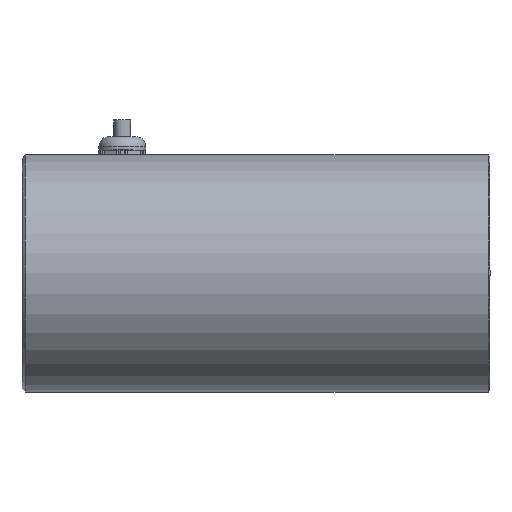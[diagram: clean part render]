
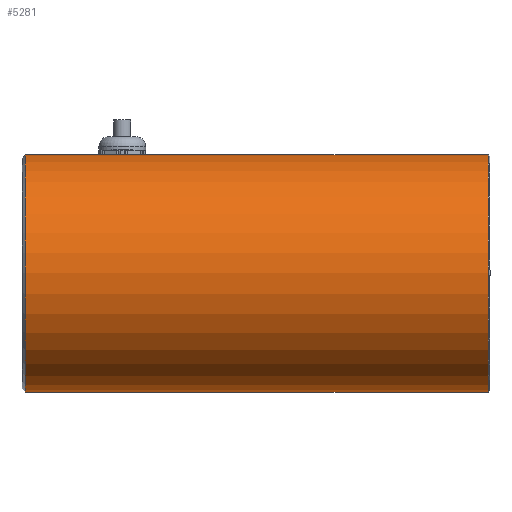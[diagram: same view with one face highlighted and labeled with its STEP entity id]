
A CAD part, top view. The second image highlights one B-rep face of the part: STEP entity #5281.
In plain terms, the highlighted cylindrical face has radius 35.5 mm (diameter 71 mm), a full revolution.
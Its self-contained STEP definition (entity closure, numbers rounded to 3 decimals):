
#542=LINE('',#9637,#852);
#543=LINE('',#9641,#853);
#852=VECTOR('',#6899,111.1);
#853=VECTOR('',#6904,111.1);
#1157=FACE_BOUND('',#1839,.T.);
#1158=FACE_BOUND('',#1840,.T.);
#1453=FACE_OUTER_BOUND('',#1838,.T.);
#1838=EDGE_LOOP('',(#4430));
#1839=EDGE_LOOP('',(#4431,#4432,#4433,#4434,#4435,#4436));
#1840=EDGE_LOOP('',(#4437));
#1993=CIRCLE('',#5545,35.5);
#2057=CIRCLE('',#5737,35.5);
#2060=CIRCLE('',#5742,35.5);
#2061=CIRCLE('',#5743,35.5);
#2062=CIRCLE('',#5744,35.5);
#2063=CIRCLE('',#5745,35.5);
#2288=VERTEX_POINT('',#7788);
#2289=VERTEX_POINT('',#7792);
#2499=VERTEX_POINT('',#9624);
#2500=VERTEX_POINT('',#9625);
#2503=VERTEX_POINT('',#9634);
#2504=VERTEX_POINT('',#9636);
#2505=VERTEX_POINT('',#9639);
#2506=VERTEX_POINT('',#9642);
#2856=EDGE_CURVE('',#2288,#2289,#1993,.T.);
#3165=EDGE_CURVE('',#2500,#2499,#2057,.T.);
#3168=EDGE_CURVE('',#2503,#2503,#2060,.T.);
#3169=EDGE_CURVE('',#2499,#2504,#542,.T.);
#3170=EDGE_CURVE('',#2289,#2504,#2061,.T.);
#3171=EDGE_CURVE('',#2505,#2288,#2062,.T.);
#3172=EDGE_CURVE('',#2505,#2500,#543,.T.);
#3173=EDGE_CURVE('',#2506,#2506,#2063,.T.);
#4430=ORIENTED_EDGE('',*,*,#3168,.F.);
#4431=ORIENTED_EDGE('',*,*,#3169,.T.);
#4432=ORIENTED_EDGE('',*,*,#3170,.F.);
#4433=ORIENTED_EDGE('',*,*,#2856,.F.);
#4434=ORIENTED_EDGE('',*,*,#3171,.F.);
#4435=ORIENTED_EDGE('',*,*,#3172,.T.);
#4436=ORIENTED_EDGE('',*,*,#3165,.T.);
#4437=ORIENTED_EDGE('',*,*,#3173,.F.);
#4691=CYLINDRICAL_SURFACE('',#5741,35.5);
#5281=ADVANCED_FACE('',(#1453,#1157,#1158),#4691,.T.);
#5545=AXIS2_PLACEMENT_3D('',#7827,#6404,#6405);
#5737=AXIS2_PLACEMENT_3D('',#9627,#6887,#6888);
#5741=AXIS2_PLACEMENT_3D('',#9633,#6895,#6896);
#5742=AXIS2_PLACEMENT_3D('',#9635,#6897,#6898);
#5743=AXIS2_PLACEMENT_3D('',#9638,#6900,#6901);
#5744=AXIS2_PLACEMENT_3D('',#9640,#6902,#6903);
#5745=AXIS2_PLACEMENT_3D('',#9643,#6905,#6906);
#6404=DIRECTION('center_axis',(1.,0.,0.));
#6405=DIRECTION('ref_axis',(0.,-1.,0.));
#6887=DIRECTION('center_axis',(1.,0.,0.));
#6888=DIRECTION('ref_axis',(0.,0.,
-1.));
#6895=DIRECTION('center_axis',(1.,0.,0.));
#6896=DIRECTION('ref_axis',(0.,0.,
-1.));
#6897=DIRECTION('center_axis',(-1.,0.,0.));
#6898=DIRECTION('ref_axis',(0.,-1.,0.));
#6899=DIRECTION('',(-1.,0.,0.));
#6900=DIRECTION('center_axis',(1.,0.,0.));
#6901=DIRECTION('ref_axis',(0.,-1.,0.));
#6902=DIRECTION('center_axis',(1.,0.,0.));
#6903=DIRECTION('ref_axis',(0.,-1.,0.));
#6904=DIRECTION('',(1.,0.,0.));
#6905=DIRECTION('center_axis',(1.,0.,0.));
#6906=DIRECTION('ref_axis',(0.,0.,
-1.));
#7788=CARTESIAN_POINT('',(-55.5,-20.,51.77));
#7792=CARTESIAN_POINT('',(-55.5,20.,51.77));
#7827=CARTESIAN_POINT('Origin',(-55.5,0.,81.1));
#9624=CARTESIAN_POINT('',(55.6,21.694,53.));
#9625=CARTESIAN_POINT('',(55.6,-21.694,53.));
#9627=CARTESIAN_POINT('Origin',(55.6,0.,
81.1));
#9633=CARTESIAN_POINT('Origin',(-55.5,0.,
81.1));
#9634=CARTESIAN_POINT('',(-59.5,35.5,81.1));
#9635=CARTESIAN_POINT('Origin',(-59.5,0.,
81.1));
#9636=CARTESIAN_POINT('',(-55.5,21.694,53.));
#9637=CARTESIAN_POINT('',(-55.5,21.694,53.));
#9638=CARTESIAN_POINT('Origin',(-55.5,0.,
81.1));
#9639=CARTESIAN_POINT('',(-55.5,-21.694,53.));
#9640=CARTESIAN_POINT('Origin',(-55.5,0.,
81.1));
#9641=CARTESIAN_POINT('',(-55.5,-21.694,53.));
#9642=CARTESIAN_POINT('',(79.,0.,116.6));
#9643=CARTESIAN_POINT('Origin',(79.,0.,
81.1));
